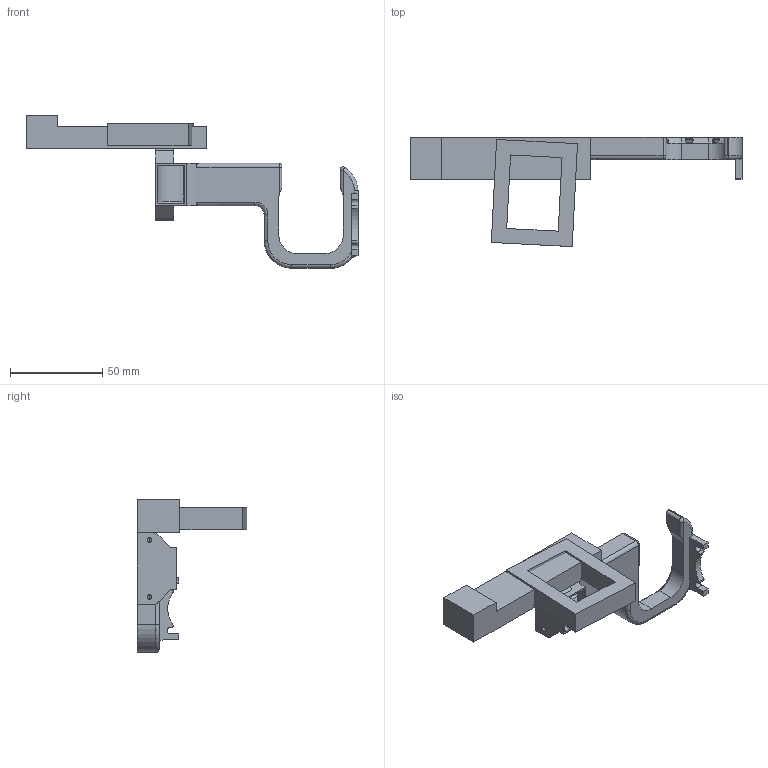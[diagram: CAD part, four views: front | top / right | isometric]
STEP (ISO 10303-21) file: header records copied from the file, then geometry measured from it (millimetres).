
FILE_DESCRIPTION (( 'STEP AP203' ), '1' );
FILE_NAME ('fan nozzle.STEP', '2018-05-18T07:26:09', ( '' ), ( '' ), 'SwSTEP 2.0', 'SolidWorks 2018', '' );
FILE_SCHEMA (( 'CONFIG_CONTROL_DESIGN' ));
Length unit declared in the file: millimetre
Products named in the file (1): fan nozzle
Bounding box: 180.34 x 59.36 x 82.89 mm (x, y, z)
Volume: 58677.4 mm3; surface area: 33624.2 mm2
Topology: 3 solids, 3 shells, 185 faces, 505 edges, 312 vertices
Faces by surface type: plane 73, cylinder 73, torus 19, cone 14, bspline 4, sphere 2
Entity records: 6382 total; most frequent: CARTESIAN_POINT 1731, ORIENTED_EDGE 994, DIRECTION 939, EDGE_CURVE 497, AXIS2_PLACEMENT_3D 334, VERTEX_POINT 312, VECTOR 271, LINE 271
